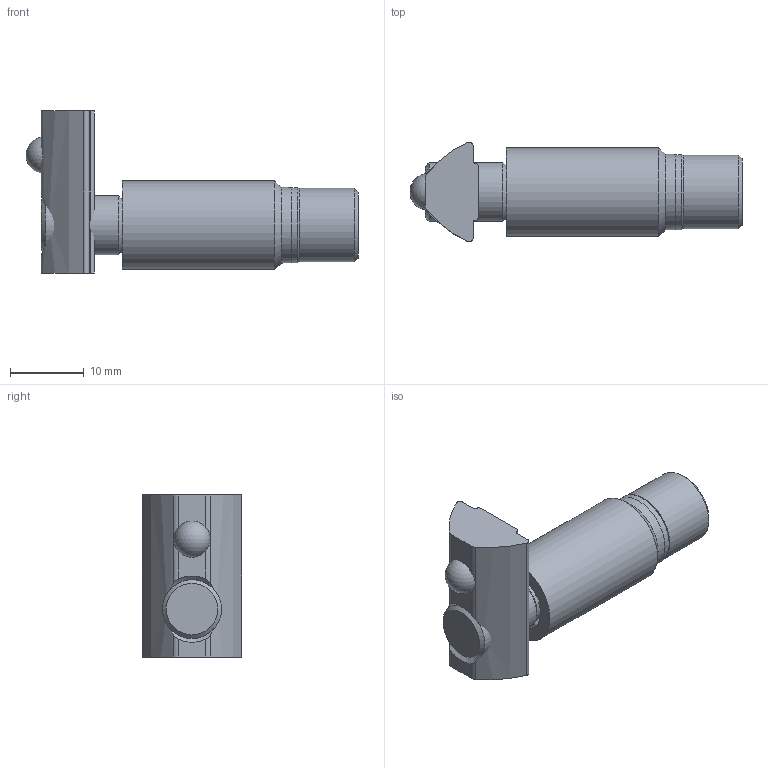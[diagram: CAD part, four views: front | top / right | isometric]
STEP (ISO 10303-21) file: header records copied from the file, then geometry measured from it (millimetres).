
FILE_DESCRIPTION( ( 'STEP AP203' ), '1' );
FILE_NAME( '099H085E.stp', '2021-11-22T12:12:12', ( 'License CC BY-ND 4.0' ), ( 'CADENAS' ), ' ', 'PARTsolutions', ' ' );
FILE_SCHEMA( ( 'CONFIG_CONTROL_DESIGN' ) );
Length unit declared in the file: millimetre
Products named in the file (4): 099H085E; _099H085E-1; _099H085E-Screw; _099H085E-Nut
Assembly tree (3 placements, depth 2):
  099H085E
    _099H085E-1
    _099H085E-Screw
    _099H085E-Nut
Bounding box: 45.08 x 13.5 x 22 mm (x, y, z)
Volume: 4925.6 mm3; surface area: 3836.7 mm2
Topology: 3 solids, 3 shells, 77 faces, 189 edges, 118 vertices
Faces by surface type: plane 35, cylinder 31, cone 10, sphere 1
Full cylindrical faces by diameter (mm): 6.647 x2, 7 x1, 8 x1, 10 x1, 10.2 x1, 12 x1
Entity records: 2385 total; most frequent: CARTESIAN_POINT 468, DIRECTION 396, ORIENTED_EDGE 338, EDGE_CURVE 169, AXIS2_PLACEMENT_3D 156, VERTEX_POINT 116, EDGE_LOOP 98, FACE_OUTER_BOUND 84
